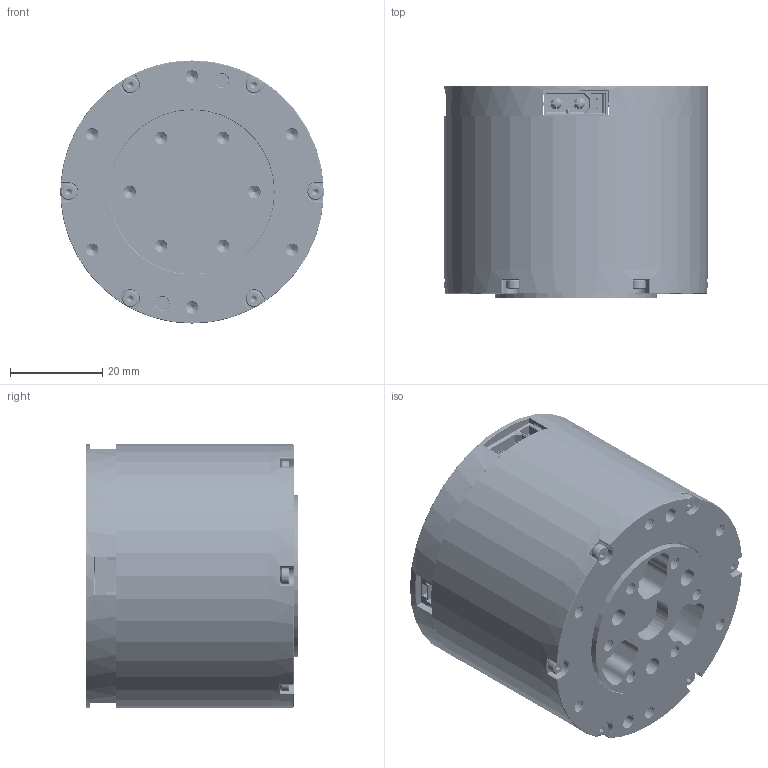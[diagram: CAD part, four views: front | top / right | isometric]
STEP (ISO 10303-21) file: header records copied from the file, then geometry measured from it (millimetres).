
FILE_DESCRIPTION((''),'2;1');
FILE_NAME('4310__3D_20240814_1','2024-08-15T09:59:53',('005'),(''),'CREO PARAMETRIC BY PTC INC, 2020053','CREO PARAMETRIC BY PTC INC, 2020053','');
FILE_SCHEMA(('CONFIG_CONTROL_DESIGN'));
Length unit declared in the file: metre
Products named in the file (1): 4310__3D_20240814_1
Bounding box: 57 x 46 x 57 mm (x, y, z)
Volume: 102674.3 mm3; surface area: 33700.2 mm2
Topology: 10 solids, 10 shells, 2847 faces, 7784 edges, 5037 vertices
Faces by surface type: plane 1144, cylinder 1019, cone 291, bspline 246, extrusion 117, revolution 16, torus 14
Entity records: 142135 total; most frequent: CARTESIAN_POINT 72932, ORIENTED_EDGE 15470, DIRECTION 12540, EDGE_CURVE 7735, VERTEX_POINT 5037, VECTOR 4450, LINE 4333, AXIS2_PLACEMENT_3D 4037
